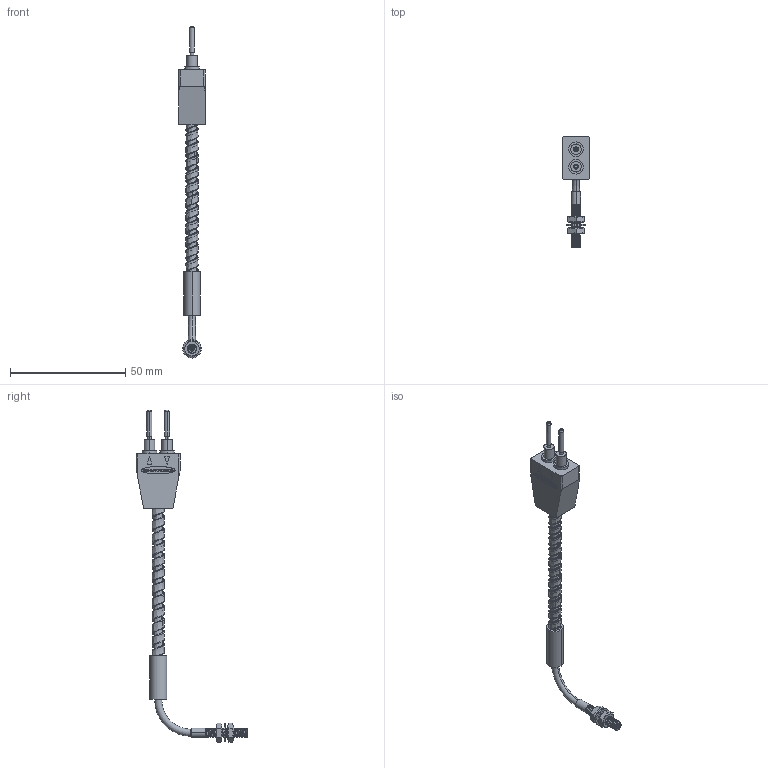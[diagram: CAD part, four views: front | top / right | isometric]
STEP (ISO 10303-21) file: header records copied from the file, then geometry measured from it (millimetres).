
FILE_DESCRIPTION((''),'2;1');
FILE_NAME('193350_ASM','2016-03-02T',('pdmadmin'),(''),'PRO/ENGINEER BY PARAMETRIC TECHNOLOGY CORPORATION, 2013230','PRO/ENGINEER BY PARAMETRIC TECHNOLOGY CORPORATION, 2013230','');
FILE_SCHEMA(('CONFIG_CONTROL_DESIGN'));
Length unit declared in the file: inch
Products named in the file (12): 40197_AF0; 15498_GENERIC; 39372; 39468; 38734; 39373; FIBER_CORE_9X_-25_010_1X_-5_020; 39365; 40845; 40844; 48047_ASM; 193350_ASM
Assembly tree (13 placements, depth 3):
  193350_ASM
    48047_ASM
      40197_AF0
      15498_GENERIC
      39372
      39468
      38734
      39373
      FIBER_CORE_9X_-25_010_1X_-5_020
      39365  x2
      40845
      40844  x2
Bounding box: 11.43 x 48.38 x 144.22 mm (x, y, z)
Volume: 5034.4 mm3; surface area: 9743.1 mm2
Topology: 32 solids, 34 shells, 845 faces, 2166 edges, 1409 vertices
Faces by surface type: plane 379, cylinder 346, bspline 78, cone 34, torus 8
Entity records: 42609 total; most frequent: CARTESIAN_POINT 22928, ORIENTED_EDGE 4120, DIRECTION 3941, EDGE_CURVE 2062, VERTEX_POINT 1345, AXIS2_PLACEMENT_3D 1338, VECTOR 1265, LINE 1265
